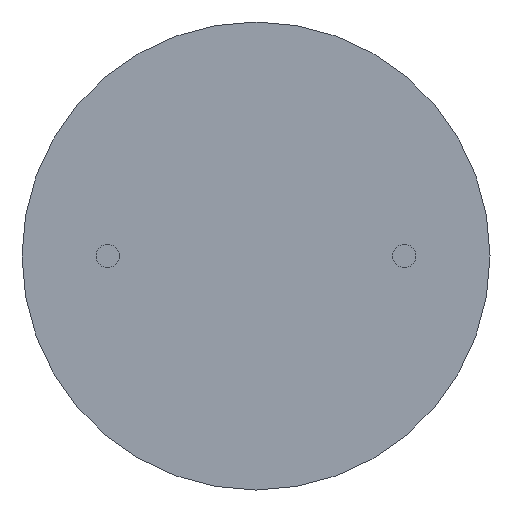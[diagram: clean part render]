
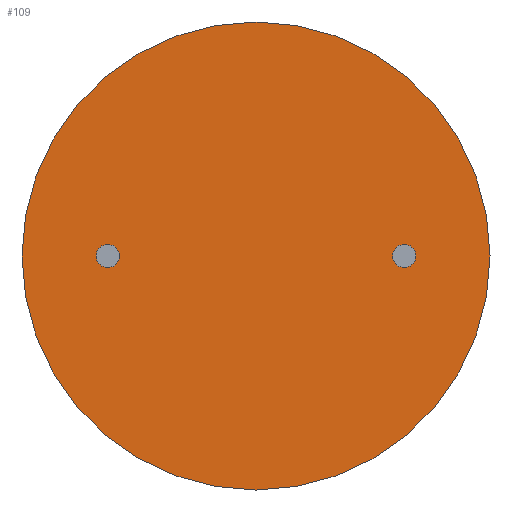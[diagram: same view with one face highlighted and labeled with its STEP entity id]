
A CAD part, front view. The second image highlights one B-rep face of the part: STEP entity #109.
In plain terms, the highlighted planar face has unit normal (0, -1, 0).
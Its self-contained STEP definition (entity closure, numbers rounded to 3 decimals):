
#15=FACE_BOUND('',#38,.T.);
#16=FACE_BOUND('',#39,.T.);
#21=PLANE('',#140);
#29=FACE_OUTER_BOUND('',#37,.T.);
#37=EDGE_LOOP('',(#96));
#38=EDGE_LOOP('',(#97));
#39=EDGE_LOOP('',(#98));
#47=CIRCLE('',#126,0.3);
#49=CIRCLE('',#130,0.3);
#54=CIRCLE('',#138,6.);
#56=VERTEX_POINT('',#184);
#58=VERTEX_POINT('',#191);
#62=VERTEX_POINT('',#204);
#65=EDGE_CURVE('',#56,#56,#47,.T.);
#68=EDGE_CURVE('',#58,#58,#49,.T.);
#74=EDGE_CURVE('',#62,#62,#54,.T.);
#96=ORIENTED_EDGE('',*,*,#74,.F.);
#97=ORIENTED_EDGE('',*,*,#65,.T.);
#98=ORIENTED_EDGE('',*,*,#68,.T.);
#109=ADVANCED_FACE('',(#29,#15,#16),#21,.F.);
#126=AXIS2_PLACEMENT_3D('',#186,#148,#149);
#130=AXIS2_PLACEMENT_3D('',#193,#157,#158);
#138=AXIS2_PLACEMENT_3D('',#206,#174,#175);
#140=AXIS2_PLACEMENT_3D('',#208,#178,#179);
#148=DIRECTION('center_axis',(0.,1.,0.));
#149=DIRECTION('ref_axis',(1.,0.,0.));
#157=DIRECTION('center_axis',(0.,1.,0.));
#158=DIRECTION('ref_axis',(1.,0.,0.));
#174=DIRECTION('center_axis',(0.,1.,0.));
#175=DIRECTION('ref_axis',(1.,0.,0.));
#178=DIRECTION('center_axis',(0.,1.,0.));
#179=DIRECTION('ref_axis',(1.,0.,0.));
#184=CARTESIAN_POINT('',(3.5,0.,0.));
#186=CARTESIAN_POINT('Origin',(3.8,0.,0.));
#191=CARTESIAN_POINT('',(-4.1,0.,0.));
#193=CARTESIAN_POINT('Origin',(-3.8,0.,0.));
#204=CARTESIAN_POINT('',(-6.,0.,0.));
#206=CARTESIAN_POINT('Origin',(0.,0.,0.));
#208=CARTESIAN_POINT('Origin',(0.,0.,0.));
